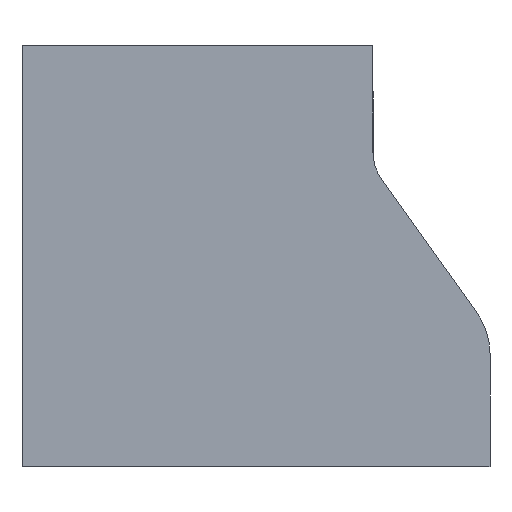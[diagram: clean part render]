
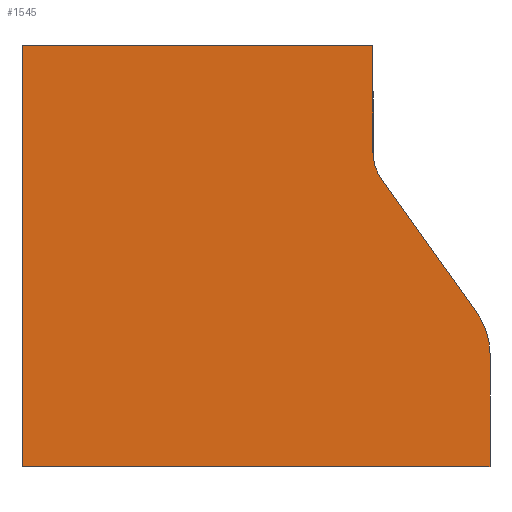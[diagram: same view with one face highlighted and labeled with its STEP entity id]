
A CAD part, front view. The second image highlights one B-rep face of the part: STEP entity #1545.
In plain terms, the highlighted planar face has unit normal (0, -1, 0).
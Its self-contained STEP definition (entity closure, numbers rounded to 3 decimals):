
#13 = EDGE_CURVE ( 'NONE', #400, #907, #962, .T. ) ;
#38 = DIRECTION ( 'NONE',  ( -1., 0., 0. ) ) ;
#40 = CARTESIAN_POINT ( 'NONE',  ( 75., 0., 0. ) ) ;
#41 = CARTESIAN_POINT ( 'NONE',  ( 228.725, 0., -57.331 ) ) ;
#44 = CARTESIAN_POINT ( 'NONE',  ( 75., 0., 0. ) ) ;
#45 = DIRECTION ( 'NONE',  ( 0., 0., 1. ) ) ;
#52 = DIRECTION ( 'NONE',  ( 0., 0., 1. ) ) ;
#56 = DIRECTION ( 'NONE',  ( 1., 0., 0. ) ) ;
#59 = CARTESIAN_POINT ( 'NONE',  ( 275., 0., -131.73 ) ) ;
#68 = DIRECTION ( 'NONE',  ( 0., 0., 1. ) ) ;
#87 = DIRECTION ( 'NONE',  ( 0., 0., 1. ) ) ;
#90 = CARTESIAN_POINT ( 'NONE',  ( -125., 0., -180. ) ) ;
#134 = CARTESIAN_POINT ( 'NONE',  ( 245., 0., -131.73 ) ) ;
#135 = DIRECTION ( 'NONE',  ( 0., -1., 0. ) ) ;
#139 = DIRECTION ( 'NONE',  ( -0.581, 0., 0.814 ) ) ;
#144 = CARTESIAN_POINT ( 'NONE',  ( 245., 0., -45.707 ) ) ;
#147 = CARTESIAN_POINT ( 'NONE',  ( 228.725, 0., -57.331 ) ) ;
#159 = CARTESIAN_POINT ( 'NONE',  ( -75., 0., 0. ) ) ;
#188 = DIRECTION ( 'NONE',  ( 0., 1., 0. ) ) ;
#203 = CARTESIAN_POINT ( 'NONE',  ( 225., 0., 0. ) ) ;
#205 = CARTESIAN_POINT ( 'NONE',  ( 269.412, 0., -114.293 ) ) ;
#208 = CARTESIAN_POINT ( 'NONE',  ( 225., 0., -45.707 ) ) ;
#235 = DIRECTION ( 'NONE',  ( 0., 0., 1. ) ) ;
#236 = CARTESIAN_POINT ( 'NONE',  ( 225., 0., 0. ) ) ;
#253 = CARTESIAN_POINT ( 'NONE',  ( 75., 0., -180. ) ) ;
#272 = CARTESIAN_POINT ( 'NONE',  ( 275., 0., -131.73 ) ) ;
#292 = CARTESIAN_POINT ( 'NONE',  ( 275., 0., -180. ) ) ;
#330 = AXIS2_PLACEMENT_3D ( 'NONE', #1154, #1511, #1510 ) ;
#380 = EDGE_CURVE ( 'NONE', #941, #400, #983, .T. ) ;
#385 = EDGE_CURVE ( 'NONE', #935, #896, #988, .T. ) ;
#386 = EDGE_CURVE ( 'NONE', #896, #397, #992, .T. ) ;
#387 = EDGE_CURVE ( 'NONE', #397, #885, #995, .T. ) ;
#394 = EDGE_CURVE ( 'NONE', #903, #941, #1007, .T. ) ;
#397 = VERTEX_POINT ( 'NONE', #41 ) ;
#400 = VERTEX_POINT ( 'NONE', #40 ) ;
#600 = ORIENTED_EDGE ( 'NONE', *, *, #1515, .T. ) ;
#601 = ORIENTED_EDGE ( 'NONE', *, *, #387, .T. ) ;
#602 = ORIENTED_EDGE ( 'NONE', *, *, #386, .T. ) ;
#603 = ORIENTED_EDGE ( 'NONE', *, *, #385, .T. ) ;
#604 = ORIENTED_EDGE ( 'NONE', *, *, #846, .T. ) ;
#605 = ORIENTED_EDGE ( 'NONE', *, *, #394, .F. ) ;
#606 = ORIENTED_EDGE ( 'NONE', *, *, #380, .F. ) ;
#607 = ORIENTED_EDGE ( 'NONE', *, *, #13, .F. ) ;
#724 = EDGE_LOOP ( 'NONE', ( #607, #606, #605, #604, #603, #602, #601, #600 ) ) ;
#763 = AXIS2_PLACEMENT_3D ( 'NONE', #144, #188, #45 ) ;
#764 = AXIS2_PLACEMENT_3D ( 'NONE', #134, #135, #68 ) ;
#846 = EDGE_CURVE ( 'NONE', #903, #935, #1053, .T. ) ;
#885 = VERTEX_POINT ( 'NONE', #208 ) ;
#896 = VERTEX_POINT ( 'NONE', #205 ) ;
#903 = VERTEX_POINT ( 'NONE', #292 ) ;
#907 = VERTEX_POINT ( 'NONE', #203 ) ;
#935 = VERTEX_POINT ( 'NONE', #272 ) ;
#941 = VERTEX_POINT ( 'NONE', #253 ) ;
#962 = LINE ( 'NONE', #159, #965 ) ;
#965 = VECTOR ( 'NONE', #56, 1000. ) ;
#983 = LINE ( 'NONE', #44, #985 ) ;
#985 = VECTOR ( 'NONE', #52, 1000. ) ;
#988 = CIRCLE ( 'NONE', #764, 30. ) ;
#992 = LINE ( 'NONE', #147, #996 ) ;
#995 = CIRCLE ( 'NONE', #763, 20. ) ;
#996 = VECTOR ( 'NONE', #139, 1000. ) ;
#1007 = LINE ( 'NONE', #90, #1010 ) ;
#1010 = VECTOR ( 'NONE', #38, 1000. ) ;
#1053 = LINE ( 'NONE', #59, #1056 ) ;
#1056 = VECTOR ( 'NONE', #87, 1000. ) ;
#1098 = LINE ( 'NONE', #236, #1107 ) ;
#1107 = VECTOR ( 'NONE', #235, 1000. ) ;
#1138 = PLANE ( 'NONE',  #330 ) ;
#1154 = CARTESIAN_POINT ( 'NONE',  ( -95., 0., -45.707 ) ) ;
#1165 = FACE_OUTER_BOUND ( 'NONE', #724, .T. ) ;
#1510 = DIRECTION ( 'NONE',  ( 0., 0., 1. ) ) ;
#1511 = DIRECTION ( 'NONE',  ( 0., 1., 0. ) ) ;
#1515 = EDGE_CURVE ( 'NONE', #885, #907, #1098, .T. ) ;
#1545 = ADVANCED_FACE ( 'NONE', ( #1165 ), #1138, .F. ) ;
